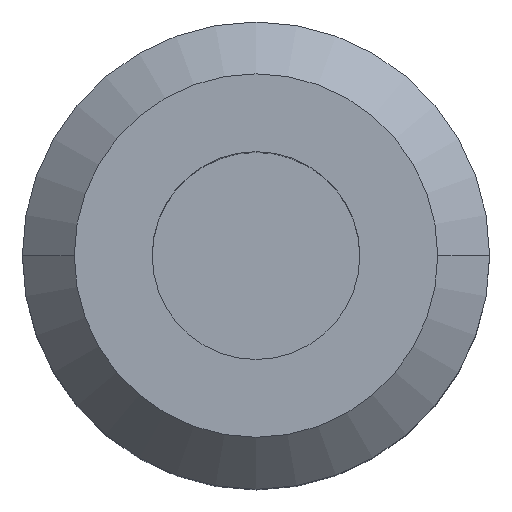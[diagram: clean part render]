
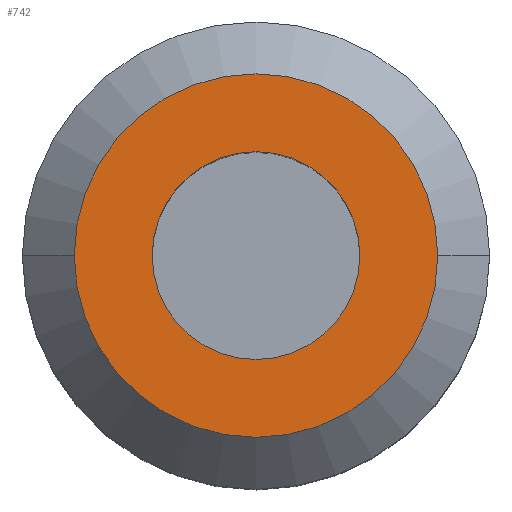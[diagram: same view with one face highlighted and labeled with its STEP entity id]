
A CAD part, top view. The second image highlights one B-rep face of the part: STEP entity #742.
In plain terms, the highlighted planar face has unit normal (0, 0, 1).
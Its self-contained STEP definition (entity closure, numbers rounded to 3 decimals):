
#25 = DIRECTION ( 'NONE',  ( 0., 0., -1. ) ) ;
#49 = DIRECTION ( 'NONE',  ( 0., 0., -1. ) ) ;
#77 = EDGE_CURVE ( 'NONE', #1433, #859, #678, .T. ) ;
#85 = EDGE_CURVE ( 'NONE', #859, #1433, #634, .T. ) ;
#104 = DIRECTION ( 'NONE',  ( -1., 0., 0. ) ) ;
#126 = CARTESIAN_POINT ( 'NONE',  ( 28., 0., 100. ) ) ;
#196 = AXIS2_PLACEMENT_3D ( 'NONE', #1229, #608, #104 ) ;
#261 = CARTESIAN_POINT ( 'NONE',  ( 0., 28., 100. ) ) ;
#342 = CIRCLE ( 'NONE', #196, 28. ) ;
#378 = EDGE_LOOP ( 'NONE', ( #713, #875 ) ) ;
#395 = DIRECTION ( 'NONE',  ( -1., 0., 0. ) ) ;
#401 = CARTESIAN_POINT ( 'NONE',  ( -16., 0., 100. ) ) ;
#580 = VERTEX_POINT ( 'NONE', #862 ) ;
#608 = DIRECTION ( 'NONE',  ( 0., 0., -1. ) ) ;
#634 = CIRCLE ( 'NONE', #682, 16. ) ;
#637 = CARTESIAN_POINT ( 'NONE',  ( 0., 0., 100. ) ) ;
#641 = EDGE_CURVE ( 'NONE', #1239, #580, #342, .T. ) ;
#647 = CARTESIAN_POINT ( 'NONE',  ( 16., 0., 100. ) ) ;
#678 = CIRCLE ( 'NONE', #1360, 16. ) ;
#682 = AXIS2_PLACEMENT_3D ( 'NONE', #637, #25, #395 ) ;
#713 = ORIENTED_EDGE ( 'NONE', *, *, #85, .T. ) ;
#742 = ADVANCED_FACE ( 'NONE', ( #1285, #932 ), #1498, .F. ) ;
#796 = ORIENTED_EDGE ( 'NONE', *, *, #641, .F. ) ;
#854 = CARTESIAN_POINT ( 'NONE',  ( 0., 0., 100. ) ) ;
#859 = VERTEX_POINT ( 'NONE', #401 ) ;
#862 = CARTESIAN_POINT ( 'NONE',  ( -28., 0., 100. ) ) ;
#875 = ORIENTED_EDGE ( 'NONE', *, *, #77, .T. ) ;
#899 = EDGE_LOOP ( 'NONE', ( #1005, #796 ) ) ;
#932 = FACE_OUTER_BOUND ( 'NONE', #899, .T. ) ;
#1005 = ORIENTED_EDGE ( 'NONE', *, *, #1578, .F. ) ;
#1044 = CARTESIAN_POINT ( 'NONE',  ( 0., 0., 100. ) ) ;
#1056 = CIRCLE ( 'NONE', #1535, 28. ) ;
#1065 = DIRECTION ( 'NONE',  ( -1., 0., 0. ) ) ;
#1090 = AXIS2_PLACEMENT_3D ( 'NONE', #261, #1259, #1268 ) ;
#1229 = CARTESIAN_POINT ( 'NONE',  ( 0., 0., 100. ) ) ;
#1239 = VERTEX_POINT ( 'NONE', #126 ) ;
#1245 = DIRECTION ( 'NONE',  ( -1., 0., 0. ) ) ;
#1259 = DIRECTION ( 'NONE',  ( 0., 0., -1. ) ) ;
#1268 = DIRECTION ( 'NONE',  ( -1., 0., 0. ) ) ;
#1285 = FACE_BOUND ( 'NONE', #378, .T. ) ;
#1360 = AXIS2_PLACEMENT_3D ( 'NONE', #854, #1365, #1245 ) ;
#1365 = DIRECTION ( 'NONE',  ( 0., 0., -1. ) ) ;
#1433 = VERTEX_POINT ( 'NONE', #647 ) ;
#1498 = PLANE ( 'NONE',  #1090 ) ;
#1535 = AXIS2_PLACEMENT_3D ( 'NONE', #1044, #49, #1065 ) ;
#1578 = EDGE_CURVE ( 'NONE', #580, #1239, #1056, .T. ) ;
